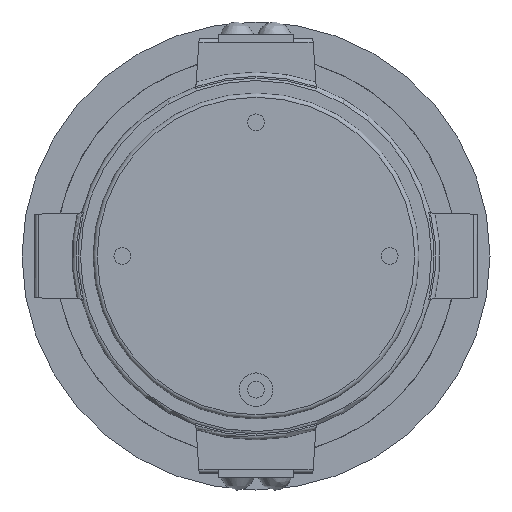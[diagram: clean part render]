
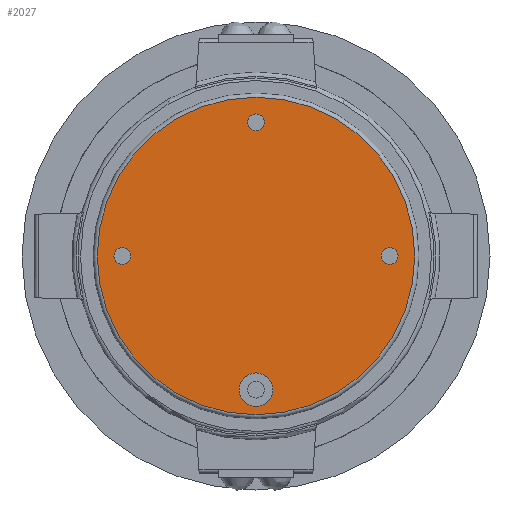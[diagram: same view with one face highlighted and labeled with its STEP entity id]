
A CAD part, front view. The second image highlights one B-rep face of the part: STEP entity #2027.
In plain terms, the highlighted planar face has unit normal (0, -1, 0).
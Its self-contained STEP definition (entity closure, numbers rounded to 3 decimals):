
#369=PLANE('',#2242);
#407=FACE_BOUND('',#711,.T.);
#408=FACE_BOUND('',#712,.T.);
#409=FACE_BOUND('',#713,.T.);
#410=FACE_BOUND('',#714,.T.);
#562=FACE_OUTER_BOUND('',#710,.T.);
#710=EDGE_LOOP('',(#1798));
#711=EDGE_LOOP('',(#1799));
#712=EDGE_LOOP('',(#1800));
#713=EDGE_LOOP('',(#1801));
#714=EDGE_LOOP('',(#1802));
#719=CIRCLE('',#2039,1.);
#723=CIRCLE('',#2046,0.5);
#725=CIRCLE('',#2049,0.5);
#727=CIRCLE('',#2052,0.5);
#765=CIRCLE('',#2116,9.5);
#824=VERTEX_POINT('',#2840);
#828=VERTEX_POINT('',#2851);
#830=VERTEX_POINT('',#2856);
#832=VERTEX_POINT('',#2861);
#919=VERTEX_POINT('',#3113);
#1008=EDGE_CURVE('',#824,#824,#719,.T.);
#1012=EDGE_CURVE('',#828,#828,#723,.T.);
#1014=EDGE_CURVE('',#830,#830,#725,.T.);
#1016=EDGE_CURVE('',#832,#832,#727,.T.);
#1125=EDGE_CURVE('',#919,#919,#765,.T.);
#1798=ORIENTED_EDGE('',*,*,#1125,.F.);
#1799=ORIENTED_EDGE('',*,*,#1008,.T.);
#1800=ORIENTED_EDGE('',*,*,#1012,.T.);
#1801=ORIENTED_EDGE('',*,*,#1014,.T.);
#1802=ORIENTED_EDGE('',*,*,#1016,.T.);
#2027=ADVANCED_FACE('',(#562,#407,#408,#409,#410),#369,.F.);
#2039=AXIS2_PLACEMENT_3D('',#2841,#2259,#2260);
#2046=AXIS2_PLACEMENT_3D('',#2852,#2273,#2274);
#2049=AXIS2_PLACEMENT_3D('',#2857,#2279,#2280);
#2052=AXIS2_PLACEMENT_3D('',#2862,#2285,#2286);
#2116=AXIS2_PLACEMENT_3D('',#3114,#2478,#2479);
#2242=AXIS2_PLACEMENT_3D('',#3726,#2795,#2796);
#2259=DIRECTION('center_axis',(0.,1.,0.));
#2260=DIRECTION('ref_axis',(-1.,0.,0.));
#2273=DIRECTION('center_axis',(0.,1.,0.));
#2274=DIRECTION('ref_axis',(1.,0.,0.));
#2279=DIRECTION('center_axis',(0.,1.,0.));
#2280=DIRECTION('ref_axis',(1.,0.,0.));
#2285=DIRECTION('center_axis',(0.,1.,0.));
#2286=DIRECTION('ref_axis',(1.,0.,0.));
#2478=DIRECTION('center_axis',(0.,1.,0.));
#2479=DIRECTION('ref_axis',(1.,0.,0.));
#2795=DIRECTION('center_axis',(0.,1.,0.));
#2796=DIRECTION('ref_axis',(0.,0.,1.));
#2840=CARTESIAN_POINT('',(1.,-6.,-8.));
#2841=CARTESIAN_POINT('Origin',(0.,-6.,-8.));
#2851=CARTESIAN_POINT('',(7.5,-6.,0.));
#2852=CARTESIAN_POINT('Origin',(8.,-6.,0.));
#2856=CARTESIAN_POINT('',(-0.5,-6.,8.));
#2857=CARTESIAN_POINT('Origin',(0.,-6.,8.));
#2861=CARTESIAN_POINT('',(-8.5,-6.,0.));
#2862=CARTESIAN_POINT('Origin',(-8.,-6.,0.));
#3113=CARTESIAN_POINT('',(-9.5,-6.,0.));
#3114=CARTESIAN_POINT('Origin',(0.,-6.,0.));
#3726=CARTESIAN_POINT('Origin',(0.,-6.,0.));
